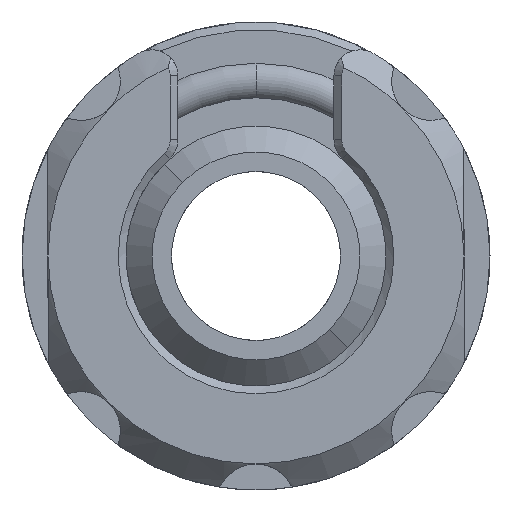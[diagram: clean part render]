
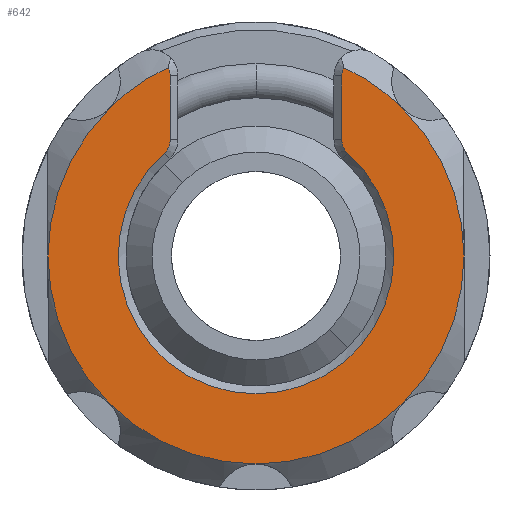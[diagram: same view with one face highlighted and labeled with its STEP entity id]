
A CAD part, front view. The second image highlights one B-rep face of the part: STEP entity #642.
In plain terms, the highlighted planar face has unit normal (0, -1, 0).
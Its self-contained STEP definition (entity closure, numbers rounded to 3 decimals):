
#14 = DIRECTION ( 'NONE',  ( 0.707, 0., 0.707 ) ) ;
#15 = CIRCLE ( 'NONE', #4144, 8. ) ;
#61 = AXIS2_PLACEMENT_3D ( 'NONE', #3741, #3346, #14 ) ;
#127 = ORIENTED_EDGE ( 'NONE', *, *, #3738, .T. ) ;
#135 = DIRECTION ( 'NONE',  ( 0.707, 0., 0.707 ) ) ;
#136 = DIRECTION ( 'NONE',  ( 0., -1., 0. ) ) ;
#196 = VERTEX_POINT ( 'NONE', #1597 ) ;
#246 = CIRCLE ( 'NONE', #3908, 8. ) ;
#283 = DIRECTION ( 'NONE',  ( 0., -1., 0. ) ) ;
#295 = VERTEX_POINT ( 'NONE', #4321 ) ;
#296 = AXIS2_PLACEMENT_3D ( 'NONE', #3565, #4257, #3492 ) ;
#309 = CARTESIAN_POINT ( 'NONE',  ( 0., -10.652, -8. ) ) ;
#402 = ORIENTED_EDGE ( 'NONE', *, *, #585, .T. ) ;
#449 = DIRECTION ( 'NONE',  ( 0., 0., 1. ) ) ;
#491 = ORIENTED_EDGE ( 'NONE', *, *, #2858, .T. ) ;
#509 = CARTESIAN_POINT ( 'NONE',  ( 0., -10.652, 0. ) ) ;
#581 = DIRECTION ( 'NONE',  ( 0., -1., 0. ) ) ;
#585 = EDGE_CURVE ( 'NONE', #3912, #1541, #246, .T. ) ;
#596 = CARTESIAN_POINT ( 'NONE',  ( 3.3, -10.652, 4.472 ) ) ;
#642 = ADVANCED_FACE ( 'NONE', ( #2364 ), #2316, .T. ) ;
#654 = VERTEX_POINT ( 'NONE', #1635 ) ;
#735 = DIRECTION ( 'NONE',  ( 0., -1., 0. ) ) ;
#761 = VERTEX_POINT ( 'NONE', #309 ) ;
#762 = ORIENTED_EDGE ( 'NONE', *, *, #774, .T. ) ;
#774 = EDGE_CURVE ( 'NONE', #3652, #1490, #4522, .T. ) ;
#859 = AXIS2_PLACEMENT_3D ( 'NONE', #4042, #1369, #1324 ) ;
#905 = DIRECTION ( 'NONE',  ( 0., -1., 0. ) ) ;
#925 = CARTESIAN_POINT ( 'NONE',  ( 3.379, -10.652, 7.251 ) ) ;
#952 = VECTOR ( 'NONE', #2841, 1000. ) ;
#973 = CARTESIAN_POINT ( 'NONE',  ( -3.533, -10.652, 3.95 ) ) ;
#998 = ORIENTED_EDGE ( 'NONE', *, *, #4546, .T. ) ;
#1061 = CIRCLE ( 'NONE', #1444, 8. ) ;
#1075 = EDGE_CURVE ( 'NONE', #4249, #2031, #15, .T. ) ;
#1126 = CARTESIAN_POINT ( 'NONE',  ( 5.657, -10.652, 5.657 ) ) ;
#1202 = DIRECTION ( 'NONE',  ( 0.707, 0., 0.707 ) ) ;
#1219 = DIRECTION ( 'NONE',  ( 0.707, 0., 0.707 ) ) ;
#1231 = EDGE_CURVE ( 'NONE', #4140, #3985, #2027, .T. ) ;
#1316 = CARTESIAN_POINT ( 'NONE',  ( -8., -10.652, 0. ) ) ;
#1324 = DIRECTION ( 'NONE',  ( 0., 0., 1. ) ) ;
#1369 = DIRECTION ( 'NONE',  ( 0., 1., 0. ) ) ;
#1444 = AXIS2_PLACEMENT_3D ( 'NONE', #3069, #4567, #135 ) ;
#1490 = VERTEX_POINT ( 'NONE', #973 ) ;
#1492 = CIRCLE ( 'NONE', #3288, 0.7 ) ;
#1523 = CIRCLE ( 'NONE', #61, 8. ) ;
#1533 = DIRECTION ( 'NONE',  ( 0., 0., 1. ) ) ;
#1541 = VERTEX_POINT ( 'NONE', #925 ) ;
#1562 = ORIENTED_EDGE ( 'NONE', *, *, #3536, .T. ) ;
#1594 = CIRCLE ( 'NONE', #1979, 8. ) ;
#1597 = CARTESIAN_POINT ( 'NONE',  ( -5.657, -10.652, 5.657 ) ) ;
#1635 = CARTESIAN_POINT ( 'NONE',  ( -3.3, -10.652, 4.472 ) ) ;
#1661 = DIRECTION ( 'NONE',  ( 0.707, 0., 0.707 ) ) ;
#1804 = CARTESIAN_POINT ( 'NONE',  ( -3.379, -10.652, 7.251 ) ) ;
#1860 = LINE ( 'NONE', #3332, #4729 ) ;
#1900 = EDGE_CURVE ( 'NONE', #295, #761, #1594, .T. ) ;
#1970 = CARTESIAN_POINT ( 'NONE',  ( 0., -10.652, 0. ) ) ;
#1976 = DIRECTION ( 'NONE',  ( 0., -1., 0. ) ) ;
#1979 = AXIS2_PLACEMENT_3D ( 'NONE', #3104, #2026, #4596 ) ;
#1997 = EDGE_CURVE ( 'NONE', #1541, #3734, #4265, .T. ) ;
#2026 = DIRECTION ( 'NONE',  ( 0., -1., 0. ) ) ;
#2027 = CIRCLE ( 'NONE', #4533, 0.7 ) ;
#2031 = VERTEX_POINT ( 'NONE', #2896 ) ;
#2038 = CARTESIAN_POINT ( 'NONE',  ( 3.3, -10.652, 4.472 ) ) ;
#2084 = EDGE_CURVE ( 'NONE', #1490, #654, #2519, .T. ) ;
#2165 = DIRECTION ( 'NONE',  ( 0., 0., 1. ) ) ;
#2218 = DIRECTION ( 'NONE',  ( 0., -1., 0. ) ) ;
#2246 = AXIS2_PLACEMENT_3D ( 'NONE', #509, #1976, #1202 ) ;
#2316 = PLANE ( 'NONE',  #2246 ) ;
#2326 = ORIENTED_EDGE ( 'NONE', *, *, #4168, .T. ) ;
#2352 = EDGE_CURVE ( 'NONE', #3580, #3652, #1492, .T. ) ;
#2364 = FACE_OUTER_BOUND ( 'NONE', #4626, .T. ) ;
#2519 = CIRCLE ( 'NONE', #2759, 0.7 ) ;
#2570 = DIRECTION ( 'NONE',  ( 0.707, 0., 0.707 ) ) ;
#2704 = CARTESIAN_POINT ( 'NONE',  ( 0., -10.652, 0. ) ) ;
#2759 = AXIS2_PLACEMENT_3D ( 'NONE', #3718, #2218, #1533 ) ;
#2777 = EDGE_CURVE ( 'NONE', #3734, #3580, #3217, .T. ) ;
#2836 = AXIS2_PLACEMENT_3D ( 'NONE', #3959, #905, #3860 ) ;
#2841 = DIRECTION ( 'NONE',  ( 0., 0., -1. ) ) ;
#2851 = DIRECTION ( 'NONE',  ( 0., 0., 1. ) ) ;
#2858 = EDGE_CURVE ( 'NONE', #4206, #295, #3839, .T. ) ;
#2887 = ORIENTED_EDGE ( 'NONE', *, *, #2352, .T. ) ;
#2896 = CARTESIAN_POINT ( 'NONE',  ( 8., -10.652, 0. ) ) ;
#2898 = ORIENTED_EDGE ( 'NONE', *, *, #1231, .T. ) ;
#3009 = ORIENTED_EDGE ( 'NONE', *, *, #2777, .T. ) ;
#3069 = CARTESIAN_POINT ( 'NONE',  ( 0., -10.652, 0. ) ) ;
#3104 = CARTESIAN_POINT ( 'NONE',  ( 0., -10.652, 0. ) ) ;
#3149 = ORIENTED_EDGE ( 'NONE', *, *, #1075, .T. ) ;
#3217 = LINE ( 'NONE', #2038, #952 ) ;
#3288 = AXIS2_PLACEMENT_3D ( 'NONE', #4332, #283, #2165 ) ;
#3332 = CARTESIAN_POINT ( 'NONE',  ( -3.3, -10.652, 6.928 ) ) ;
#3346 = DIRECTION ( 'NONE',  ( 0., -1., 0. ) ) ;
#3492 = DIRECTION ( 'NONE',  ( 0.707, 0., 0.707 ) ) ;
#3500 = ORIENTED_EDGE ( 'NONE', *, *, #2084, .T. ) ;
#3534 = ORIENTED_EDGE ( 'NONE', *, *, #1900, .T. ) ;
#3536 = EDGE_CURVE ( 'NONE', #2031, #3912, #3558, .T. ) ;
#3546 = CARTESIAN_POINT ( 'NONE',  ( 5.657, -10.652, -5.657 ) ) ;
#3558 = CIRCLE ( 'NONE', #296, 8. ) ;
#3565 = CARTESIAN_POINT ( 'NONE',  ( 0., -10.652, 0. ) ) ;
#3580 = VERTEX_POINT ( 'NONE', #596 ) ;
#3652 = VERTEX_POINT ( 'NONE', #3702 ) ;
#3702 = CARTESIAN_POINT ( 'NONE',  ( 3.533, -10.652, 3.95 ) ) ;
#3718 = CARTESIAN_POINT ( 'NONE',  ( -4., -10.652, 4.472 ) ) ;
#3726 = CARTESIAN_POINT ( 'NONE',  ( 3.3, -10.652, 6.928 ) ) ;
#3734 = VERTEX_POINT ( 'NONE', #3726 ) ;
#3738 = EDGE_CURVE ( 'NONE', #654, #4140, #1860, .T. ) ;
#3741 = CARTESIAN_POINT ( 'NONE',  ( 0., -10.652, 0. ) ) ;
#3778 = CARTESIAN_POINT ( 'NONE',  ( -4., -10.652, 6.928 ) ) ;
#3839 = CIRCLE ( 'NONE', #4462, 8. ) ;
#3860 = DIRECTION ( 'NONE',  ( 0.707, 0., 0.707 ) ) ;
#3908 = AXIS2_PLACEMENT_3D ( 'NONE', #2704, #581, #1661 ) ;
#3912 = VERTEX_POINT ( 'NONE', #1126 ) ;
#3959 = CARTESIAN_POINT ( 'NONE',  ( 0., -10.652, 0. ) ) ;
#3985 = VERTEX_POINT ( 'NONE', #1804 ) ;
#4006 = EDGE_CURVE ( 'NONE', #761, #4249, #1523, .T. ) ;
#4023 = CIRCLE ( 'NONE', #2836, 8. ) ;
#4042 = CARTESIAN_POINT ( 'NONE',  ( 0., -10.652, 0. ) ) ;
#4106 = ORIENTED_EDGE ( 'NONE', *, *, #4006, .T. ) ;
#4140 = VERTEX_POINT ( 'NONE', #4587 ) ;
#4144 = AXIS2_PLACEMENT_3D ( 'NONE', #1970, #136, #1219 ) ;
#4150 = DIRECTION ( 'NONE',  ( 0., -1., 0. ) ) ;
#4168 = EDGE_CURVE ( 'NONE', #196, #4206, #1061, .T. ) ;
#4206 = VERTEX_POINT ( 'NONE', #1316 ) ;
#4249 = VERTEX_POINT ( 'NONE', #3546 ) ;
#4257 = DIRECTION ( 'NONE',  ( 0., -1., 0. ) ) ;
#4265 = CIRCLE ( 'NONE', #4335, 0.7 ) ;
#4316 = DIRECTION ( 'NONE',  ( 0., -1., 0. ) ) ;
#4321 = CARTESIAN_POINT ( 'NONE',  ( -5.657, -10.652, -5.657 ) ) ;
#4332 = CARTESIAN_POINT ( 'NONE',  ( 4., -10.652, 4.472 ) ) ;
#4335 = AXIS2_PLACEMENT_3D ( 'NONE', #4745, #4316, #2851 ) ;
#4343 = ORIENTED_EDGE ( 'NONE', *, *, #1997, .T. ) ;
#4444 = CARTESIAN_POINT ( 'NONE',  ( 0., -10.652, 0. ) ) ;
#4462 = AXIS2_PLACEMENT_3D ( 'NONE', #4444, #735, #2570 ) ;
#4522 = CIRCLE ( 'NONE', #859, 5.3 ) ;
#4533 = AXIS2_PLACEMENT_3D ( 'NONE', #3778, #4150, #449 ) ;
#4546 = EDGE_CURVE ( 'NONE', #3985, #196, #4023, .T. ) ;
#4567 = DIRECTION ( 'NONE',  ( 0., -1., 0. ) ) ;
#4587 = CARTESIAN_POINT ( 'NONE',  ( -3.3, -10.652, 6.928 ) ) ;
#4594 = DIRECTION ( 'NONE',  ( 0., 0., 1. ) ) ;
#4596 = DIRECTION ( 'NONE',  ( 0.707, 0., 0.707 ) ) ;
#4626 = EDGE_LOOP ( 'NONE', ( #127, #2898, #998, #2326, #491, #3534, #4106, #3149, #1562, #402, #4343, #3009, #2887, #762, #3500 ) ) ;
#4729 = VECTOR ( 'NONE', #4594, 1000. ) ;
#4745 = CARTESIAN_POINT ( 'NONE',  ( 4., -10.652, 6.928 ) ) ;
